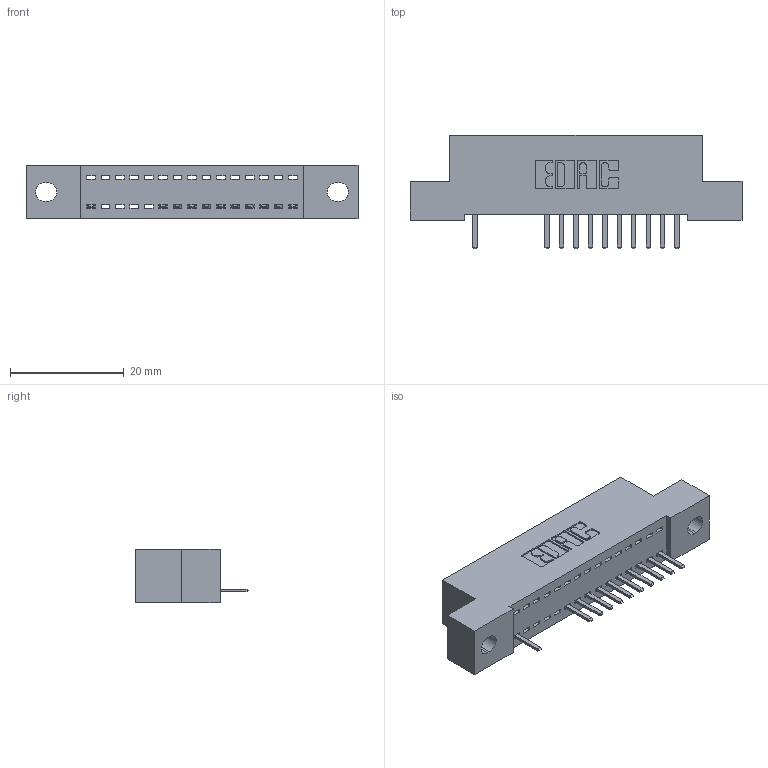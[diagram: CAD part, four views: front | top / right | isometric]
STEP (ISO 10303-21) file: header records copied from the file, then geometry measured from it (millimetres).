
FILE_DESCRIPTION (( 'STEP AP203' ), '1' );
FILE_NAME ('392-015-520-102.STEP', '2018-08-15T00:42:04', ( '' ), ( '' ), 'SwSTEP 2.0', 'SolidWorks 2016', '' );
FILE_SCHEMA (( 'CONFIG_CONTROL_DESIGN' ));
Length unit declared in the file: inch
Products named in the file (3): 342 Part_.128 Slot; 345-292-001_345-293-120; 392-015-520-102
Assembly tree (12 placements, depth 2):
  392-015-520-102
    342 Part_.128 Slot
    345-292-001_345-293-120  x11
Bounding box: 58.42 x 20.02 x 9.4 mm (x, y, z)
Volume: 4893.3 mm3; surface area: 6102.8 mm2
Topology: 12 solids, 12 shells, 844 faces, 2503 edges, 1638 vertices
Faces by surface type: plane 602, cylinder 242
Entity records: 12651 total; most frequent: CARTESIAN_POINT 2223, ORIENTED_EDGE 2166, DIRECTION 1913, EDGE_CURVE 1083, LINE 951, VECTOR 951, VERTEX_POINT 718, AXIS2_PLACEMENT_3D 481
